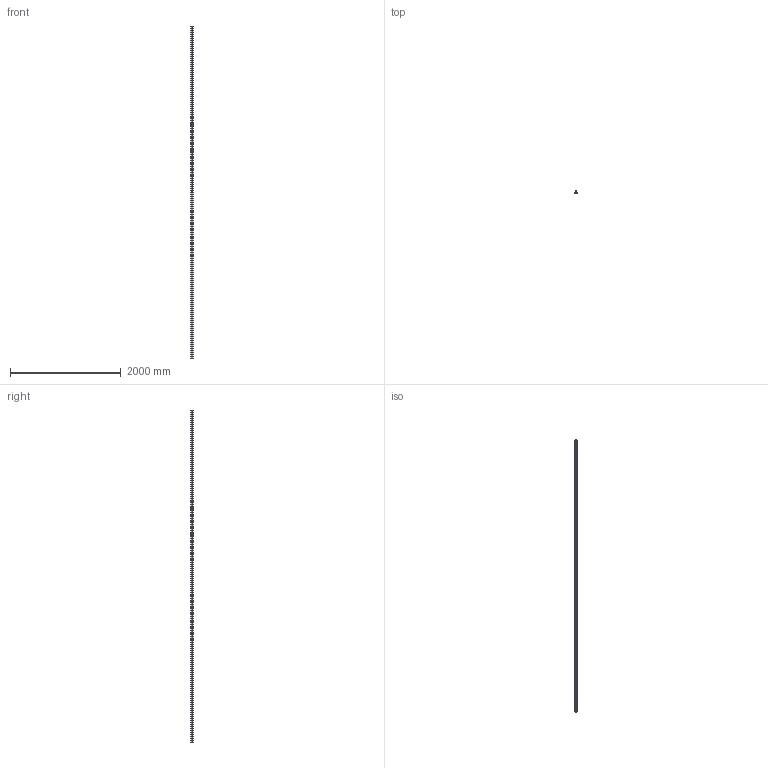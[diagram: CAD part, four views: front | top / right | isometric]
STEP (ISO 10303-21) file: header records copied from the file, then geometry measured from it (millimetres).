
FILE_DESCRIPTION (( 'STEP AP203' ), '1' );
FILE_NAME ('60374-GU-6M.step', '2022-07-21T10:02:14', ( '' ), ( '' ), 'SwSTEP 2.0', 'SolidWorks 2018', '' );
FILE_SCHEMA (( 'CONFIG_CONTROL_DESIGN' ));
Length unit declared in the file: millimetre
Products named in the file (1): 60374-GU-6M
Bounding box: 41.95 x 36.31 x 6000 mm (x, y, z)
Volume: 1962133.1 mm3; surface area: 1629388.1 mm2
Topology: 1 solids, 1 shells, 375 faces, 1038 edges, 692 vertices
Faces by surface type: plane 222, bspline 125, cylinder 28
Entity records: 17999 total; most frequent: CARTESIAN_POINT 9135, ORIENTED_EDGE 2076, DIRECTION 1346, EDGE_CURVE 1038, LINE 732, VECTOR 732, VERTEX_POINT 692, EDGE_LOOP 402
